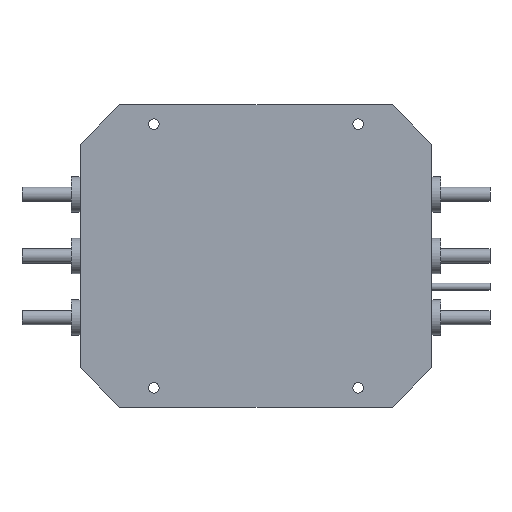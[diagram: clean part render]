
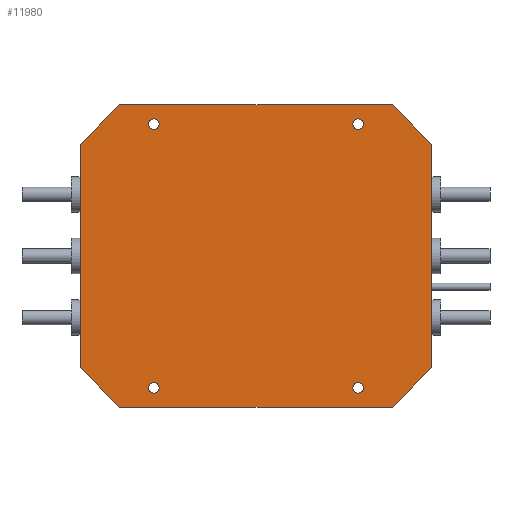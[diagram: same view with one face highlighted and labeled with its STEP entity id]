
A CAD part, front view. The second image highlights one B-rep face of the part: STEP entity #11980.
In plain terms, the highlighted planar face has unit normal (0, -1, 0).
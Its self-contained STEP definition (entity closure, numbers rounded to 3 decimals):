
#61 = VERTEX_POINT ( 'NONE', #1332 ) ;
#73 = DIRECTION ( 'NONE',  ( 0.707, 0., 0.707 ) ) ;
#191 = VECTOR ( 'NONE', #15105, 1000. ) ;
#287 = CARTESIAN_POINT ( 'NONE',  ( -58., 0., 75. ) ) ;
#855 = LINE ( 'NONE', #14676, #8463 ) ;
#910 = CARTESIAN_POINT ( 'NONE',  ( -100., 0., -63.5 ) ) ;
#986 = CARTESIAN_POINT ( 'NONE',  ( 58., 0., -78. ) ) ;
#1095 = ORIENTED_EDGE ( 'NONE', *, *, #13305, .F. ) ;
#1191 = VERTEX_POINT ( 'NONE', #14710 ) ;
#1327 = FACE_BOUND ( 'NONE', #10919, .T. ) ;
#1332 = CARTESIAN_POINT ( 'NONE',  ( 77.5, 0., 86. ) ) ;
#1819 = ORIENTED_EDGE ( 'NONE', *, *, #13161, .T. ) ;
#1900 = DIRECTION ( 'NONE',  ( 0., 1., 0. ) ) ;
#1938 = EDGE_CURVE ( 'NONE', #15035, #12369, #15127, .T. ) ;
#1970 = CARTESIAN_POINT ( 'NONE',  ( -100., 0., 63.5 ) ) ;
#2017 = DIRECTION ( 'NONE',  ( 0., 0., -1. ) ) ;
#2072 = ORIENTED_EDGE ( 'NONE', *, *, #7301, .T. ) ;
#2387 = VERTEX_POINT ( 'NONE', #2622 ) ;
#2472 = EDGE_CURVE ( 'NONE', #20016, #6795, #11174, .T. ) ;
#2622 = CARTESIAN_POINT ( 'NONE',  ( -58., 0., -78. ) ) ;
#2649 = FACE_BOUND ( 'NONE', #14329, .T. ) ;
#3010 = DIRECTION ( 'NONE',  ( 0., 1., 0. ) ) ;
#3485 = CARTESIAN_POINT ( 'NONE',  ( 58., 0., 75. ) ) ;
#3598 = VECTOR ( 'NONE', #18603, 1000. ) ;
#3639 = EDGE_LOOP ( 'NONE', ( #7701, #4962 ) ) ;
#3801 = CIRCLE ( 'NONE', #15804, 3. ) ;
#3887 = CARTESIAN_POINT ( 'NONE',  ( -58., 0., -75. ) ) ;
#3897 = AXIS2_PLACEMENT_3D ( 'NONE', #3887, #10199, #6859 ) ;
#3931 = CARTESIAN_POINT ( 'NONE',  ( 58., 0., -75. ) ) ;
#4357 = VERTEX_POINT ( 'NONE', #910 ) ;
#4362 = AXIS2_PLACEMENT_3D ( 'NONE', #6201, #3010, #16729 ) ;
#4519 = VERTEX_POINT ( 'NONE', #9839 ) ;
#4762 = ORIENTED_EDGE ( 'NONE', *, *, #6662, .F. ) ;
#4877 = CARTESIAN_POINT ( 'NONE',  ( 58., 0., 78. ) ) ;
#4962 = ORIENTED_EDGE ( 'NONE', *, *, #16616, .T. ) ;
#4976 = CARTESIAN_POINT ( 'NONE',  ( 58., 0., -72. ) ) ;
#4982 = EDGE_CURVE ( 'NONE', #1191, #17725, #855, .T. ) ;
#5407 = EDGE_CURVE ( 'NONE', #7801, #1191, #11249, .T. ) ;
#5628 = FACE_OUTER_BOUND ( 'NONE', #19976, .T. ) ;
#6201 = CARTESIAN_POINT ( 'NONE',  ( 58., 0., 75. ) ) ;
#6359 = CARTESIAN_POINT ( 'NONE',  ( -100., 0., -63.5 ) ) ;
#6462 = DIRECTION ( 'NONE',  ( 0., 0., -1. ) ) ;
#6566 = DIRECTION ( 'NONE',  ( 0., 1., 0. ) ) ;
#6662 = EDGE_CURVE ( 'NONE', #4519, #4357, #15463, .T. ) ;
#6705 = DIRECTION ( 'NONE',  ( 0., 0., -1. ) ) ;
#6795 = VERTEX_POINT ( 'NONE', #4877 ) ;
#6849 = CIRCLE ( 'NONE', #3897, 3. ) ;
#6859 = DIRECTION ( 'NONE',  ( 0., 0., 1. ) ) ;
#6906 = CIRCLE ( 'NONE', #17896, 3. ) ;
#7218 = AXIS2_PLACEMENT_3D ( 'NONE', #15242, #7464, #9064 ) ;
#7268 = CARTESIAN_POINT ( 'NONE',  ( -77.5, 0., 86. ) ) ;
#7301 = EDGE_CURVE ( 'NONE', #12708, #12781, #6906, .T. ) ;
#7464 = DIRECTION ( 'NONE',  ( 0., 1., 0. ) ) ;
#7650 = VERTEX_POINT ( 'NONE', #1970 ) ;
#7701 = ORIENTED_EDGE ( 'NONE', *, *, #11073, .T. ) ;
#7713 = ORIENTED_EDGE ( 'NONE', *, *, #14914, .F. ) ;
#7801 = VERTEX_POINT ( 'NONE', #10695 ) ;
#7896 = DIRECTION ( 'NONE',  ( 0., 0., 1. ) ) ;
#8463 = VECTOR ( 'NONE', #16293, 1000. ) ;
#8614 = VECTOR ( 'NONE', #14244, 1000. ) ;
#8740 = CARTESIAN_POINT ( 'NONE',  ( 100., 0., 63.5 ) ) ;
#8886 = VECTOR ( 'NONE', #73, 1000. ) ;
#9064 = DIRECTION ( 'NONE',  ( 0., 0., 1. ) ) ;
#9401 = ORIENTED_EDGE ( 'NONE', *, *, #1938, .T. ) ;
#9479 = EDGE_LOOP ( 'NONE', ( #11650, #10594 ) ) ;
#9563 = DIRECTION ( 'NONE',  ( 0., 0., -1. ) ) ;
#9735 = EDGE_CURVE ( 'NONE', #17725, #4519, #12504, .T. ) ;
#9839 = CARTESIAN_POINT ( 'NONE',  ( -77.5, 0., -86. ) ) ;
#10199 = DIRECTION ( 'NONE',  ( 0., 1., 0. ) ) ;
#10361 = EDGE_CURVE ( 'NONE', #6795, #20016, #17038, .T. ) ;
#10594 = ORIENTED_EDGE ( 'NONE', *, *, #10361, .T. ) ;
#10639 = AXIS2_PLACEMENT_3D ( 'NONE', #287, #1900, #6705 ) ;
#10695 = CARTESIAN_POINT ( 'NONE',  ( 100., 0., 63.5 ) ) ;
#10773 = CARTESIAN_POINT ( 'NONE',  ( -100., 0., -63.5 ) ) ;
#10789 = CARTESIAN_POINT ( 'NONE',  ( -77.5, 0., -86. ) ) ;
#10919 = EDGE_LOOP ( 'NONE', ( #2072, #15547 ) ) ;
#11009 = ORIENTED_EDGE ( 'NONE', *, *, #9735, .F. ) ;
#11073 = EDGE_CURVE ( 'NONE', #2387, #14660, #6849, .T. ) ;
#11106 = CARTESIAN_POINT ( 'NONE',  ( -58., 0., 75. ) ) ;
#11132 = AXIS2_PLACEMENT_3D ( 'NONE', #3931, #19156, #2017 ) ;
#11174 = CIRCLE ( 'NONE', #4362, 3. ) ;
#11249 = LINE ( 'NONE', #17722, #19102 ) ;
#11549 = VECTOR ( 'NONE', #16275, 1000. ) ;
#11650 = ORIENTED_EDGE ( 'NONE', *, *, #2472, .T. ) ;
#11980 = ADVANCED_FACE ( 'NONE', ( #5628, #18375, #2649, #14839, #1327 ), #16858, .F. ) ;
#12022 = VERTEX_POINT ( 'NONE', #7268 ) ;
#12369 = VERTEX_POINT ( 'NONE', #4976 ) ;
#12504 = LINE ( 'NONE', #10789, #8614 ) ;
#12527 = CARTESIAN_POINT ( 'NONE',  ( -58., 0., 78. ) ) ;
#12708 = VERTEX_POINT ( 'NONE', #13153 ) ;
#12781 = VERTEX_POINT ( 'NONE', #12527 ) ;
#12992 = CARTESIAN_POINT ( 'NONE',  ( 58., 0., -75. ) ) ;
#13153 = CARTESIAN_POINT ( 'NONE',  ( -58., 0., 72. ) ) ;
#13161 = EDGE_CURVE ( 'NONE', #12369, #15035, #19863, .T. ) ;
#13305 = EDGE_CURVE ( 'NONE', #7650, #12022, #18738, .T. ) ;
#13311 = ORIENTED_EDGE ( 'NONE', *, *, #15387, .F. ) ;
#13813 = AXIS2_PLACEMENT_3D ( 'NONE', #3485, #6566, #7896 ) ;
#14244 = DIRECTION ( 'NONE',  ( -1., 0., 0. ) ) ;
#14329 = EDGE_LOOP ( 'NONE', ( #9401, #1819 ) ) ;
#14412 = VECTOR ( 'NONE', #15323, 1000. ) ;
#14660 = VERTEX_POINT ( 'NONE', #17323 ) ;
#14676 = CARTESIAN_POINT ( 'NONE',  ( 100., 0., -63.5 ) ) ;
#14710 = CARTESIAN_POINT ( 'NONE',  ( 100., 0., -63.5 ) ) ;
#14731 = ORIENTED_EDGE ( 'NONE', *, *, #4982, .F. ) ;
#14839 = FACE_BOUND ( 'NONE', #9479, .T. ) ;
#14914 = EDGE_CURVE ( 'NONE', #4357, #7650, #18867, .T. ) ;
#15035 = VERTEX_POINT ( 'NONE', #986 ) ;
#15105 = DIRECTION ( 'NONE',  ( 0.707, 0., -0.707 ) ) ;
#15127 = CIRCLE ( 'NONE', #17713, 3. ) ;
#15162 = CIRCLE ( 'NONE', #10639, 3. ) ;
#15224 = CARTESIAN_POINT ( 'NONE',  ( -58., 0., -75. ) ) ;
#15242 = CARTESIAN_POINT ( 'NONE',  ( 0., 0., 0. ) ) ;
#15323 = DIRECTION ( 'NONE',  ( 0., 0., 1. ) ) ;
#15387 = EDGE_CURVE ( 'NONE', #12022, #61, #19316, .T. ) ;
#15463 = LINE ( 'NONE', #6359, #3598 ) ;
#15547 = ORIENTED_EDGE ( 'NONE', *, *, #17732, .T. ) ;
#15669 = EDGE_CURVE ( 'NONE', #61, #7801, #17945, .T. ) ;
#15766 = DIRECTION ( 'NONE',  ( 0., 1., 0. ) ) ;
#15804 = AXIS2_PLACEMENT_3D ( 'NONE', #15224, #18355, #16640 ) ;
#16111 = DIRECTION ( 'NONE',  ( 0., 0., -1. ) ) ;
#16175 = CARTESIAN_POINT ( 'NONE',  ( -77.5, 0., 86. ) ) ;
#16206 = ORIENTED_EDGE ( 'NONE', *, *, #5407, .F. ) ;
#16275 = DIRECTION ( 'NONE',  ( 1., 0., 0. ) ) ;
#16293 = DIRECTION ( 'NONE',  ( -0.707, 0., -0.707 ) ) ;
#16616 = EDGE_CURVE ( 'NONE', #14660, #2387, #3801, .T. ) ;
#16640 = DIRECTION ( 'NONE',  ( 0., 0., 1. ) ) ;
#16729 = DIRECTION ( 'NONE',  ( 0., 0., 1. ) ) ;
#16858 = PLANE ( 'NONE',  #7218 ) ;
#17038 = CIRCLE ( 'NONE', #13813, 3. ) ;
#17323 = CARTESIAN_POINT ( 'NONE',  ( -58., 0., -72. ) ) ;
#17572 = ORIENTED_EDGE ( 'NONE', *, *, #15669, .F. ) ;
#17713 = AXIS2_PLACEMENT_3D ( 'NONE', #12992, #19172, #9563 ) ;
#17722 = CARTESIAN_POINT ( 'NONE',  ( 100., 0., -63.5 ) ) ;
#17725 = VERTEX_POINT ( 'NONE', #18650 ) ;
#17732 = EDGE_CURVE ( 'NONE', #12781, #12708, #15162, .T. ) ;
#17896 = AXIS2_PLACEMENT_3D ( 'NONE', #11106, #15766, #6462 ) ;
#17945 = LINE ( 'NONE', #8740, #191 ) ;
#18178 = CARTESIAN_POINT ( 'NONE',  ( 58., 0., 72. ) ) ;
#18355 = DIRECTION ( 'NONE',  ( 0., 1., 0. ) ) ;
#18375 = FACE_BOUND ( 'NONE', #3639, .T. ) ;
#18430 = CARTESIAN_POINT ( 'NONE',  ( -100., 0., 63.5 ) ) ;
#18603 = DIRECTION ( 'NONE',  ( -0.707, 0., 0.707 ) ) ;
#18650 = CARTESIAN_POINT ( 'NONE',  ( 77.5, 0., -86. ) ) ;
#18738 = LINE ( 'NONE', #18430, #8886 ) ;
#18867 = LINE ( 'NONE', #10773, #14412 ) ;
#19102 = VECTOR ( 'NONE', #16111, 1000. ) ;
#19156 = DIRECTION ( 'NONE',  ( 0., 1., 0. ) ) ;
#19172 = DIRECTION ( 'NONE',  ( 0., 1., 0. ) ) ;
#19316 = LINE ( 'NONE', #16175, #11549 ) ;
#19863 = CIRCLE ( 'NONE', #11132, 3. ) ;
#19976 = EDGE_LOOP ( 'NONE', ( #4762, #11009, #14731, #16206, #17572, #13311, #1095, #7713 ) ) ;
#20016 = VERTEX_POINT ( 'NONE', #18178 ) ;
